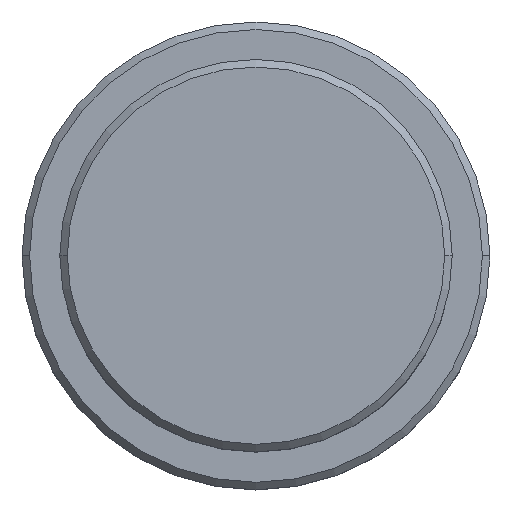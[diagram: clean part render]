
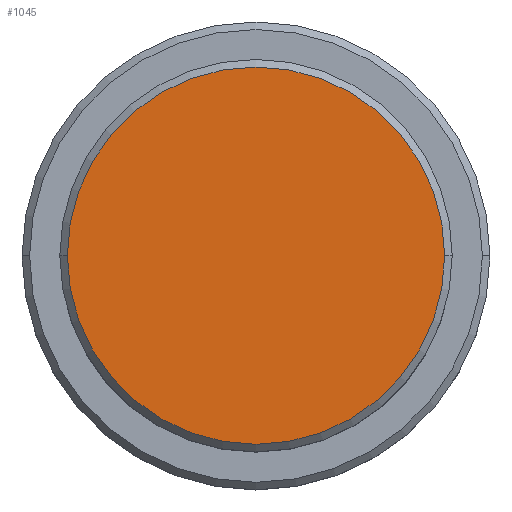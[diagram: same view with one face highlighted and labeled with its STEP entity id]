
A CAD part, top view. The second image highlights one B-rep face of the part: STEP entity #1045.
In plain terms, the highlighted planar face has unit normal (0, 0, 1).
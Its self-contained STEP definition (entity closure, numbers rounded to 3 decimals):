
#135 = VERTEX_POINT ( 'NONE', #418 ) ;
#315 = AXIS2_PLACEMENT_3D ( 'NONE', #525, #957, #1278 ) ;
#337 = AXIS2_PLACEMENT_3D ( 'NONE', #998, #856, #641 ) ;
#418 = CARTESIAN_POINT ( 'NONE',  ( -12.5, 0., 0. ) ) ;
#421 = CARTESIAN_POINT ( 'NONE',  ( 12.5, 0., 0. ) ) ;
#455 = AXIS2_PLACEMENT_3D ( 'NONE', #1042, #736, #1150 ) ;
#525 = CARTESIAN_POINT ( 'NONE',  ( 0., 0., 0. ) ) ;
#561 = EDGE_LOOP ( 'NONE', ( #1304, #774 ) ) ;
#641 = DIRECTION ( 'NONE',  ( 1., 0., 0. ) ) ;
#736 = DIRECTION ( 'NONE',  ( 0., 0., 1. ) ) ;
#774 = ORIENTED_EDGE ( 'NONE', *, *, #1076, .T. ) ;
#856 = DIRECTION ( 'NONE',  ( 0., 0., 1. ) ) ;
#957 = DIRECTION ( 'NONE',  ( 0., 0., 1. ) ) ;
#998 = CARTESIAN_POINT ( 'NONE',  ( 0., 0., 0. ) ) ;
#1042 = CARTESIAN_POINT ( 'NONE',  ( 0., 0., 0. ) ) ;
#1045 = ADVANCED_FACE ( 'NONE', ( #1373 ), #1256, .T. ) ;
#1076 = EDGE_CURVE ( 'NONE', #1080, #135, #1250, .T. ) ;
#1080 = VERTEX_POINT ( 'NONE', #421 ) ;
#1101 = EDGE_CURVE ( 'NONE', #135, #1080, #1267, .T. ) ;
#1150 = DIRECTION ( 'NONE',  ( 1., 0., 0. ) ) ;
#1250 = CIRCLE ( 'NONE', #315, 12.5 ) ;
#1256 = PLANE ( 'NONE',  #455 ) ;
#1267 = CIRCLE ( 'NONE', #337, 12.5 ) ;
#1278 = DIRECTION ( 'NONE',  ( 1., 0., 0. ) ) ;
#1304 = ORIENTED_EDGE ( 'NONE', *, *, #1101, .T. ) ;
#1373 = FACE_OUTER_BOUND ( 'NONE', #561, .T. ) ;
